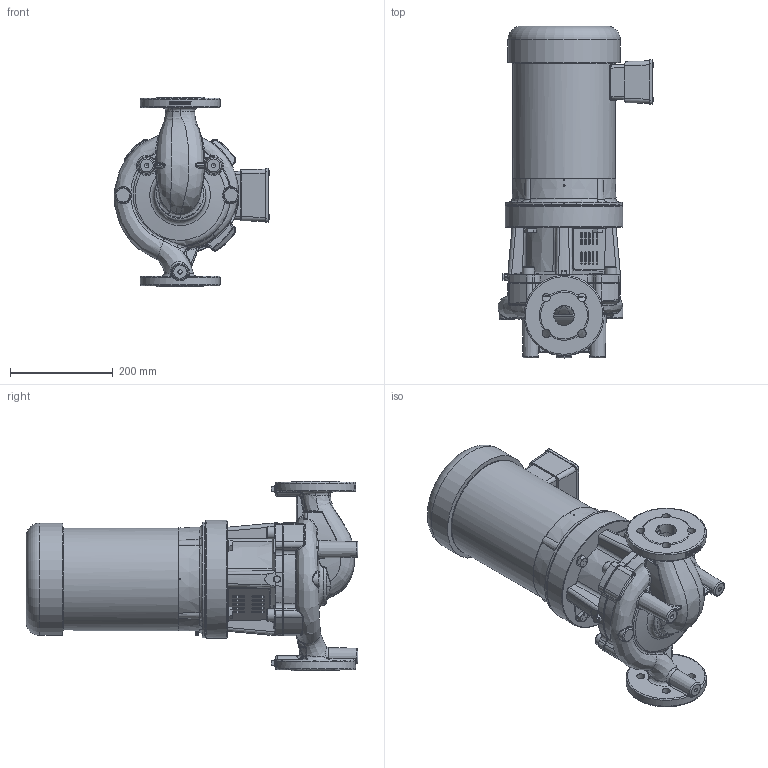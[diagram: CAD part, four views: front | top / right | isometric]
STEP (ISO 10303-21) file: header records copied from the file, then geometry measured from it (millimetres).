
FILE_DESCRIPTION(/* description */ (''),/* implementation_level */ '2;1');
FILE_NAME(/* name */ '2714631 - PUMP IL1.5 90_220-2-S1E 460V_3_60 TEFC_Shrinkwrap_1.stp',/* time_stamp */ '2022-03-21T15:49:05-05:00',/* author */ ('faliszekte'),/* organization */ (''),/* preprocessor_version */ 'ST-DEVELOPER v18.1',/* originating_system */ 'Autodesk Inventor 2021',/* authorisation */ '');
FILE_SCHEMA (('AUTOMOTIVE_DESIGN { 1 0 10303 214 3 1 1 }'));
Products named in the file (1): 2714631 - PUMP IL1.5 90_220-2-S1E 460V_3_60 TEFC_Shrinkwrap_1
Bounding box: 302.99 x 645.1 x 368.3 mm (x, y, z)
Surface area: 922354.4 mm2 (no closed solid volume)
Topology: 0 solids, 31 shells, 2751 faces, 7890 edges, 5141 vertices
Faces by surface type: plane 1110, cylinder 799, bspline 539, cone 194, torus 59, sphere 50
Full cylindrical faces by diameter (mm): 3.734 x1, 3.768 x1, 8.38 x3, 8.6 x2, 9 x2, 10.516 x4, 11.1 x1, 12.7 x64, 13.495 x2, 16 x8, 23.812 x4, 27 x1, 28.569 x1, 33.05 x1, 116 x1, 155.45 x2, 199.542 x1, 215.862 x1, 218.328 x1, 229 x1
Entity records: 157761 total; most frequent: CARTESIAN_POINT 87153, ORIENTED_EDGE 14491, DIRECTION 13180, EDGE_CURVE 7842, VERTEX_POINT 5140, AXIS2_PLACEMENT_3D 4811, LINE 3558, VECTOR 3558
